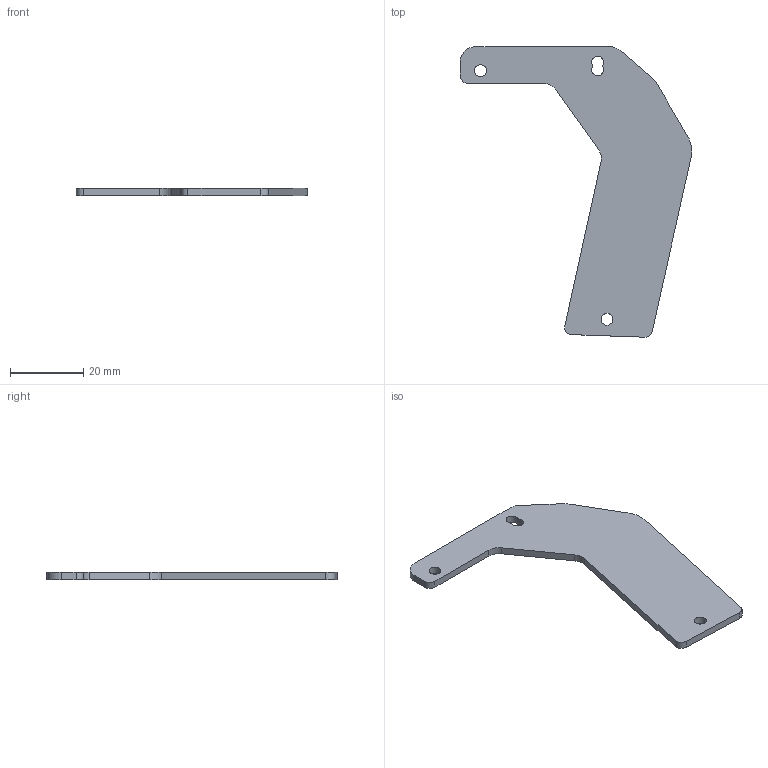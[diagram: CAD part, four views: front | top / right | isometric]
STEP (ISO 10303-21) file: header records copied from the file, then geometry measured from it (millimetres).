
FILE_DESCRIPTION (( 'STEP AP214' ), '1' );
FILE_NAME ('02-012-10 front bow support.STEP', '2025-11-10T17:32:38', ( '' ), ( '' ), 'SwSTEP 2.0', 'SolidWorks 2020', '' );
FILE_SCHEMA (( 'AUTOMOTIVE_DESIGN' ));
Length unit declared in the file: millimetre
Products named in the file (1): 02-012-10 front bow support
Bounding box: 63.17 x 79.28 x 2 mm (x, y, z)
Volume: 4356.9 mm3; surface area: 4943.2 mm2
Topology: 1 solids, 1 shells, 26 faces, 72 edges, 48 vertices
Faces by surface type: cylinder 15, plane 11
Full cylindrical faces by diameter (mm): 3.25 x2
Entity records: 882 total; most frequent: DIRECTION 154, CARTESIAN_POINT 145, ORIENTED_EDGE 140, EDGE_CURVE 70, AXIS2_PLACEMENT_3D 57, VERTEX_POINT 48, LINE 40, VECTOR 40
